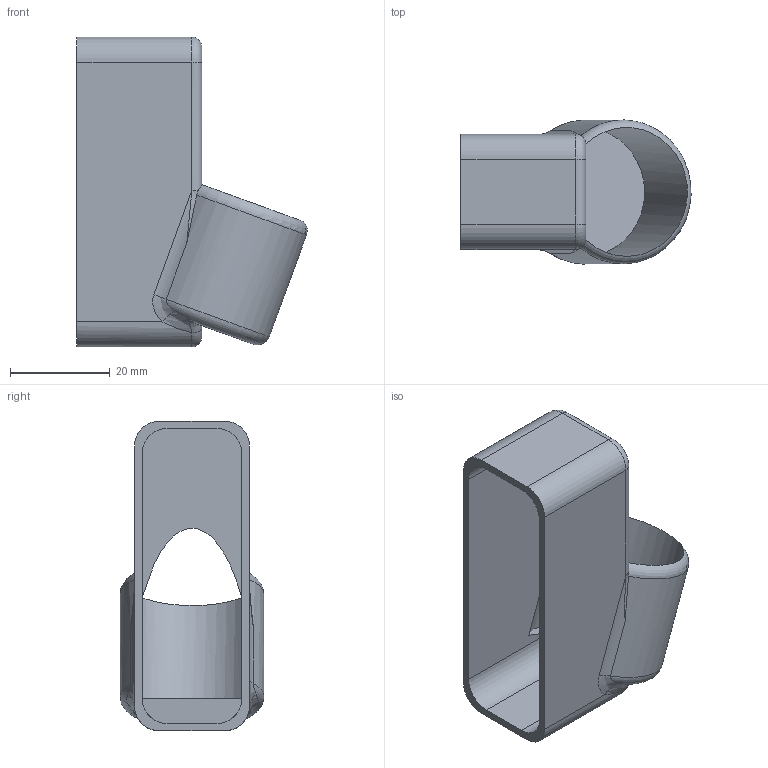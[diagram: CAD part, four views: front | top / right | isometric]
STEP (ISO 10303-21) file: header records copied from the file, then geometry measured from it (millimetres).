
FILE_DESCRIPTION( ( '' ), ' ' );
FILE_NAME( '5b25e40058564b0eed2b2227.step', '2018-06-17T04:30:56', ( '' ), ( '' ), ' ', ' ', ' ' );
FILE_SCHEMA( ( 'AUTOMOTIVE_DESIGN { 1 0 10303 214 1 1 1 1 }' ) );
Length unit declared in the file: metre
Products named in the file (1): Tank Mount
Bounding box: 46.08 x 28.8 x 62 mm (x, y, z)
Volume: 9200.6 mm3; surface area: 12340.1 mm2
Topology: 1 solids, 1 shells, 45 faces, 117 edges, 73 vertices
Faces by surface type: cylinder 16, plane 15, bspline 8, torus 6
Full cylindrical faces by diameter (mm): 25.8 x1
Entity records: 2775 total; most frequent: CARTESIAN_POINT 1346, ORIENTED_EDGE 230, DIRECTION 212, EDGE_CURVE 115, AXIS2_PLACEMENT_3D 83, VERTEX_POINT 72, EDGE_LOOP 47, FACE_OUTER_BOUND 46
